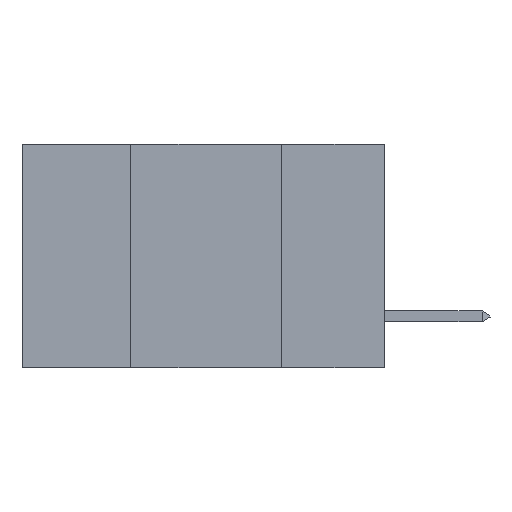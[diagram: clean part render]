
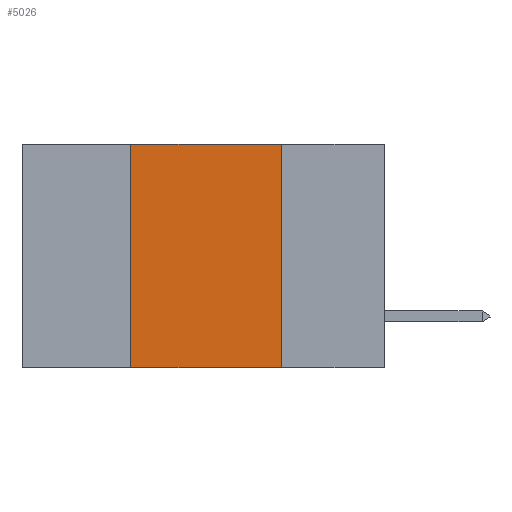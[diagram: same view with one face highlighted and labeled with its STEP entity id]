
A CAD part, left-side view. The second image highlights one B-rep face of the part: STEP entity #5026.
In plain terms, the highlighted planar face has unit normal (-1, 0, 0).
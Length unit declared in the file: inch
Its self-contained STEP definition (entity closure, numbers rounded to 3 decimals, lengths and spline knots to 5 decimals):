
#232 = FACE_OUTER_BOUND ( 'NONE', #11556, .T. ) ;
#729 = ORIENTED_EDGE ( 'NONE', *, *, #12560, .F. ) ;
#1181 = VERTEX_POINT ( 'NONE', #10995 ) ;
#1901 = DIRECTION ( 'NONE',  ( 1., 0., 0. ) ) ;
#1970 = CARTESIAN_POINT ( 'NONE',  ( 0., 0.42, 0. ) ) ;
#2404 = VERTEX_POINT ( 'NONE', #1970 ) ;
#2425 = LINE ( 'NONE', #5346, #9200 ) ;
#2645 = ORIENTED_EDGE ( 'NONE', *, *, #3266, .F. ) ;
#3266 = EDGE_CURVE ( 'NONE', #11593, #1181, #6133, .T. ) ;
#3744 = DIRECTION ( 'NONE',  ( 0., 0., -1. ) ) ;
#3780 = AXIS2_PLACEMENT_3D ( 'NONE', #7794, #1901, #3744 ) ;
#3971 = VECTOR ( 'NONE', #5333, 39.37008 ) ;
#4314 = DIRECTION ( 'NONE',  ( 0., -1., 0. ) ) ;
#4875 = CARTESIAN_POINT ( 'NONE',  ( 0., 0.42, 0. ) ) ;
#5026 = ADVANCED_FACE ( 'NONE', ( #232 ), #5838, .F. ) ;
#5333 = DIRECTION ( 'NONE',  ( 0., 0., -1. ) ) ;
#5346 = CARTESIAN_POINT ( 'NONE',  ( 0., 0.6, -0.37 ) ) ;
#5838 = PLANE ( 'NONE',  #3780 ) ;
#6133 = LINE ( 'NONE', #11132, #3971 ) ;
#6751 = DIRECTION ( 'NONE',  ( 0., -1., 0. ) ) ;
#6804 = CARTESIAN_POINT ( 'NONE',  ( 0., 0.17, 0. ) ) ;
#6975 = CARTESIAN_POINT ( 'NONE',  ( 0., 0.6, 0. ) ) ;
#7360 = LINE ( 'NONE', #6975, #8745 ) ;
#7583 = ORIENTED_EDGE ( 'NONE', *, *, #7830, .T. ) ;
#7794 = CARTESIAN_POINT ( 'NONE',  ( 0., 0.6, 0. ) ) ;
#7830 = EDGE_CURVE ( 'NONE', #12721, #1181, #2425, .T. ) ;
#8745 = VECTOR ( 'NONE', #6751, 39.37008 ) ;
#9200 = VECTOR ( 'NONE', #4314, 39.37008 ) ;
#9572 = ORIENTED_EDGE ( 'NONE', *, *, #10304, .F. ) ;
#9747 = VECTOR ( 'NONE', #12620, 39.37008 ) ;
#10304 = EDGE_CURVE ( 'NONE', #2404, #11593, #7360, .T. ) ;
#10995 = CARTESIAN_POINT ( 'NONE',  ( 0., 0.17, -0.37 ) ) ;
#11115 = CARTESIAN_POINT ( 'NONE',  ( 0., 0.42, -0.37 ) ) ;
#11132 = CARTESIAN_POINT ( 'NONE',  ( 0., 0.17, 0. ) ) ;
#11556 = EDGE_LOOP ( 'NONE', ( #2645, #9572, #729, #7583 ) ) ;
#11593 = VERTEX_POINT ( 'NONE', #6804 ) ;
#11753 = LINE ( 'NONE', #4875, #9747 ) ;
#12560 = EDGE_CURVE ( 'NONE', #12721, #2404, #11753, .T. ) ;
#12620 = DIRECTION ( 'NONE',  ( 0., 0., 1. ) ) ;
#12721 = VERTEX_POINT ( 'NONE', #11115 ) ;
